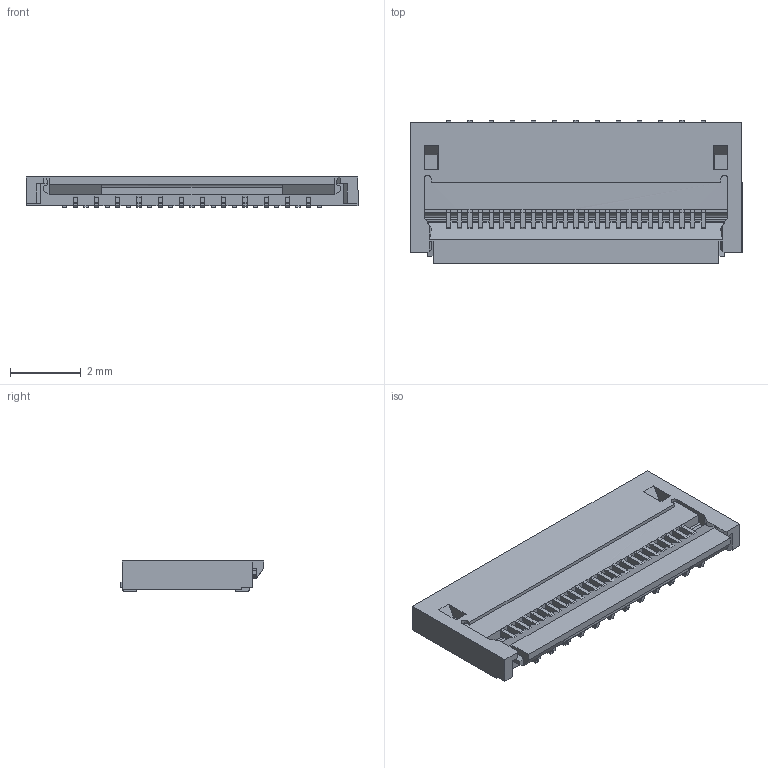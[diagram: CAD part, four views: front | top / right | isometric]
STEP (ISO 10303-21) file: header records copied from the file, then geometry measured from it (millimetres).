
FILE_DESCRIPTION (( 'STEP AP214' ), '1' );
FILE_NAME ('00_6293_025_005.STEP', '2017-09-22T05:58:42', ( 'Asmin' ), ( '' ), 'SwSTEP 2.0', 'SolidWorks 2014', '' );
FILE_SCHEMA (( 'AUTOMOTIVE_DESIGN' ));
Length unit declared in the file: millimetre
Products named in the file (1): 00_6293_025_005
Bounding box: 9.4 x 4.05 x 0.85 mm (x, y, z)
Volume: 23.1 mm3; surface area: 138.7 mm2
Topology: 1 solids, 1 shells, 687 faces, 2075 edges, 1366 vertices
Faces by surface type: plane 579, cylinder 108
Entity records: 31028 total; most frequent: CARTESIAN_POINT 5345, ORIENTED_EDGE 4150, DIRECTION 3255, EDGE_CURVE 2075, VECTOR 1471, LINE 1471, VERTEX_POINT 1366, AXIS2_PLACEMENT_3D 892
